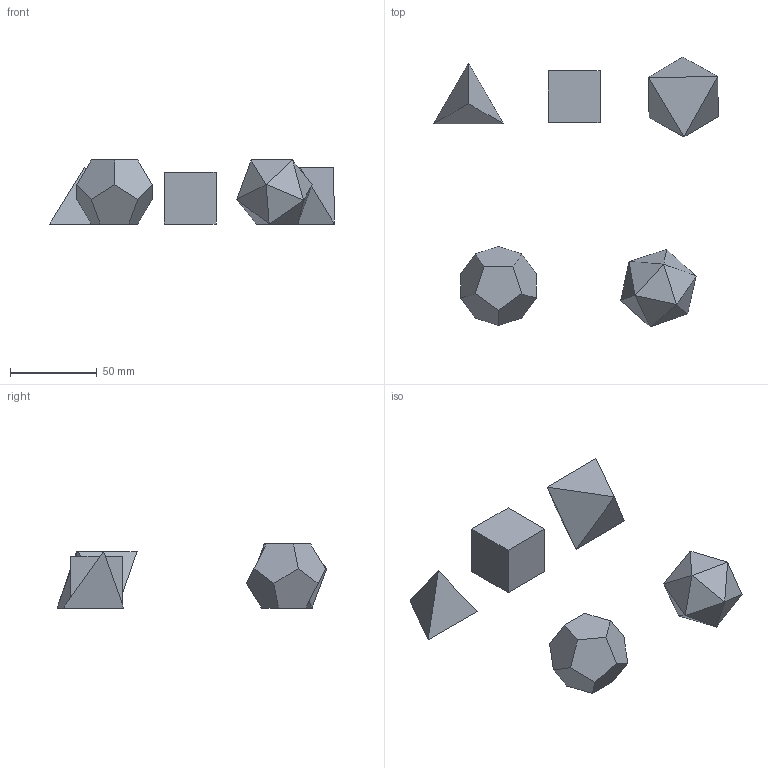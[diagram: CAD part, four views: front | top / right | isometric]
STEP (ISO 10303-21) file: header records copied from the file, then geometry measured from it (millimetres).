
FILE_DESCRIPTION(('FreeCAD Model'),'2;1');
FILE_NAME('platonic-solids.step','2015-06-24T13:16:28',('Author'),(''), 'Open CASCADE STEP processor 6.8','FreeCAD','Unknown');
FILE_SCHEMA(('AUTOMOTIVE_DESIGN_CC2 { 1 2 10303 214 -1 1 5 4 }'));
Length unit declared in the file: millimetre
Products named in the file (5): Clone_of_tetrahedron-scaled; Clone_of_Cube; Clone_of_octahedron; Clone_of_icosaedro-solido; Clone_of_dodecahedron
Bounding box: 164.47 x 155.88 x 37.02 mm (x, y, z)
Volume: 100077.2 mm3; surface area: 24641.2 mm2
Topology: 4 solids, 5 shells, 50 faces, 92 edges, 51 vertices
Faces by surface type: plane 50
Entity records: 2388 total; most frequent: CARTESIAN_POINT 421, DIRECTION 327, LINE 225, VECTOR 225, ORIENTED_EDGE 180, PCURVE 180, DEFINITIONAL_REPRESENTATION 180, EDGE_CURVE 92
